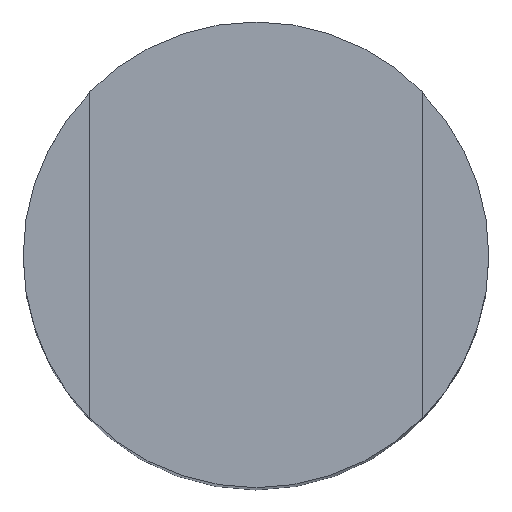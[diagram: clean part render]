
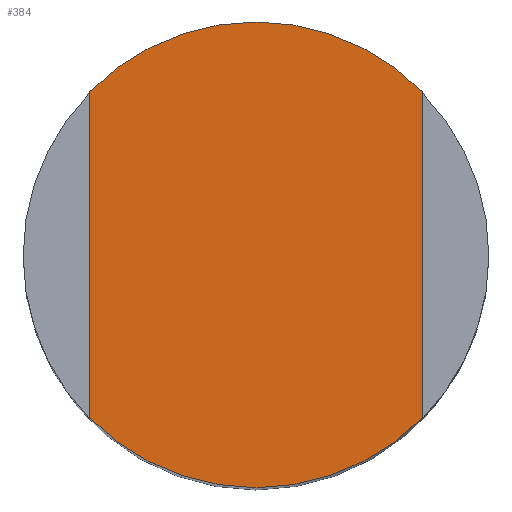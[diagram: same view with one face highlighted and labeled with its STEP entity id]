
A CAD part, top view. The second image highlights one B-rep face of the part: STEP entity #384.
In plain terms, the highlighted planar face has unit normal (0, 0, 1).
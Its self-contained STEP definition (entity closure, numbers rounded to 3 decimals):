
#2 = EDGE_LOOP ( 'NONE', ( #237, #339, #209, #108 ) ) ;
#7 = VECTOR ( 'NONE', #391, 1000. ) ;
#8 = VERTEX_POINT ( 'NONE', #265 ) ;
#23 = EDGE_CURVE ( 'NONE', #353, #8, #155, .T. ) ;
#36 = CARTESIAN_POINT ( 'NONE',  ( 5., 0., 30. ) ) ;
#40 = VERTEX_POINT ( 'NONE', #156 ) ;
#67 = EDGE_CURVE ( 'NONE', #40, #333, #294, .T. ) ;
#92 = DIRECTION ( 'NONE',  ( 0., 0., 1. ) ) ;
#108 = ORIENTED_EDGE ( 'NONE', *, *, #118, .T. ) ;
#118 = EDGE_CURVE ( 'NONE', #40, #8, #173, .T. ) ;
#122 = PLANE ( 'NONE',  #297 ) ;
#146 = CARTESIAN_POINT ( 'NONE',  ( 5., 4.899, 30. ) ) ;
#148 = CARTESIAN_POINT ( 'NONE',  ( 0., 0., 30. ) ) ;
#155 = LINE ( 'NONE', #36, #327 ) ;
#156 = CARTESIAN_POINT ( 'NONE',  ( -5., -4.899, 30. ) ) ;
#173 = CIRCLE ( 'NONE', #407, 7. ) ;
#209 = ORIENTED_EDGE ( 'NONE', *, *, #67, .F. ) ;
#221 = DIRECTION ( 'NONE',  ( 1., 0., 0. ) ) ;
#237 = ORIENTED_EDGE ( 'NONE', *, *, #23, .F. ) ;
#265 = CARTESIAN_POINT ( 'NONE',  ( 5., -4.899, 30. ) ) ;
#279 = DIRECTION ( 'NONE',  ( 0., 0., 1. ) ) ;
#282 = CARTESIAN_POINT ( 'NONE',  ( -5., 4.899, 30. ) ) ;
#294 = LINE ( 'NONE', #360, #7 ) ;
#297 = AXIS2_PLACEMENT_3D ( 'NONE', #412, #92, #379 ) ;
#302 = EDGE_CURVE ( 'NONE', #353, #333, #347, .T. ) ;
#307 = DIRECTION ( 'NONE',  ( 1., 0., 0. ) ) ;
#327 = VECTOR ( 'NONE', #423, 1000. ) ;
#333 = VERTEX_POINT ( 'NONE', #282 ) ;
#339 = ORIENTED_EDGE ( 'NONE', *, *, #302, .T. ) ;
#341 = DIRECTION ( 'NONE',  ( 0., 0., 1. ) ) ;
#347 = CIRCLE ( 'NONE', #378, 7. ) ;
#353 = VERTEX_POINT ( 'NONE', #146 ) ;
#360 = CARTESIAN_POINT ( 'NONE',  ( -5., 0., 30. ) ) ;
#378 = AXIS2_PLACEMENT_3D ( 'NONE', #404, #341, #307 ) ;
#379 = DIRECTION ( 'NONE',  ( 1., 0., 0. ) ) ;
#381 = FACE_OUTER_BOUND ( 'NONE', #2, .T. ) ;
#384 = ADVANCED_FACE ( 'NONE', ( #381 ), #122, .T. ) ;
#391 = DIRECTION ( 'NONE',  ( 0., 1., 0. ) ) ;
#404 = CARTESIAN_POINT ( 'NONE',  ( 0., 0., 30. ) ) ;
#407 = AXIS2_PLACEMENT_3D ( 'NONE', #148, #279, #221 ) ;
#412 = CARTESIAN_POINT ( 'NONE',  ( 0., 0., 30. ) ) ;
#423 = DIRECTION ( 'NONE',  ( 0., -1., 0. ) ) ;
